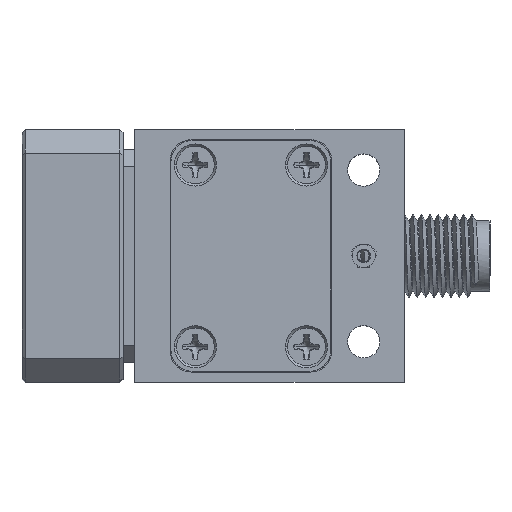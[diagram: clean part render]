
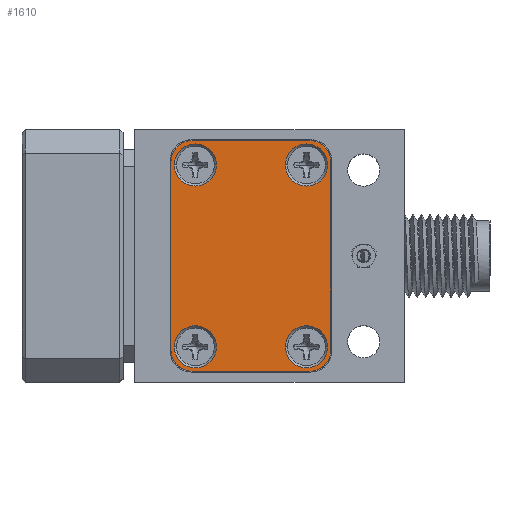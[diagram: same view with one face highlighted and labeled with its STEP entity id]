
A CAD part, top view. The second image highlights one B-rep face of the part: STEP entity #1610.
In plain terms, the highlighted planar face has unit normal (0, 0, 1).
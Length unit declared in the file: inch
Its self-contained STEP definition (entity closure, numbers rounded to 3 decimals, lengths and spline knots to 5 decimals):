
#93 = VECTOR ( 'NONE', #4211, 39.37008 ) ;
#400 = CIRCLE ( 'NONE', #5780, 0.0625 ) ;
#401 = DIRECTION ( 'NONE',  ( 1., 0., 0. ) ) ;
#424 = DIRECTION ( 'NONE',  ( 1., 0., 0. ) ) ;
#477 = ORIENTED_EDGE ( 'NONE', *, *, #8746, .F. ) ;
#534 = VERTEX_POINT ( 'NONE', #4887 ) ;
#598 = EDGE_CURVE ( 'NONE', #9260, #2101, #3330, .T. ) ;
#634 = EDGE_CURVE ( 'NONE', #1953, #1697, #6896, .T. ) ;
#644 = CARTESIAN_POINT ( 'NONE',  ( -1.08026, 0.67796, 0.338 ) ) ;
#651 = EDGE_LOOP ( 'NONE', ( #477, #8787 ) ) ;
#761 = DIRECTION ( 'NONE',  ( 1., 0., 0. ) ) ;
#796 = DIRECTION ( 'NONE',  ( 0., 1., 0. ) ) ;
#828 = CARTESIAN_POINT ( 'NONE',  ( -0.73026, 1.30046, 0.338 ) ) ;
#874 = CARTESIAN_POINT ( 'NONE',  ( -0.67776, 0.75046, 0.338 ) ) ;
#1005 = ORIENTED_EDGE ( 'NONE', *, *, #6043, .T. ) ;
#1006 = CIRCLE ( 'NONE', #5603, 0.0625 ) ;
#1013 = VERTEX_POINT ( 'NONE', #3540 ) ;
#1119 = CIRCLE ( 'NONE', #2303, 0.0625 ) ;
#1192 = FACE_BOUND ( 'NONE', #5972, .T. ) ;
#1229 = DIRECTION ( 'NONE',  ( 0., 0., 1. ) ) ;
#1379 = AXIS2_PLACEMENT_3D ( 'NONE', #2513, #4952, #4091 ) ;
#1385 = ORIENTED_EDGE ( 'NONE', *, *, #8211, .F. ) ;
#1422 = CARTESIAN_POINT ( 'NONE',  ( -1.00776, 1.29046, 0.338 ) ) ;
#1428 = AXIS2_PLACEMENT_3D ( 'NONE', #3283, #9775, #8205 ) ;
#1610 = ADVANCED_FACE ( 'NONE', ( #3313, #1949, #1192, #4695, #4326 ), #9848, .T. ) ;
#1656 = CARTESIAN_POINT ( 'NONE',  ( -0.74026, 0.75046, 0.338 ) ) ;
#1688 = DIRECTION ( 'NONE',  ( 1., 0., 0. ) ) ;
#1697 = VERTEX_POINT ( 'NONE', #7529 ) ;
#1925 = VERTEX_POINT ( 'NONE', #4973 ) ;
#1949 = FACE_BOUND ( 'NONE', #3165, .T. ) ;
#1953 = VERTEX_POINT ( 'NONE', #7330 ) ;
#2063 = ORIENTED_EDGE ( 'NONE', *, *, #6415, .T. ) ;
#2101 = VERTEX_POINT ( 'NONE', #4297 ) ;
#2225 = CARTESIAN_POINT ( 'NONE',  ( -0.74026, 1.29046, 0.338 ) ) ;
#2303 = AXIS2_PLACEMENT_3D ( 'NONE', #6550, #2428, #8128 ) ;
#2428 = DIRECTION ( 'NONE',  ( 0., 0., 1. ) ) ;
#2491 = CARTESIAN_POINT ( 'NONE',  ( -1.14276, 1.36296, 0.338 ) ) ;
#2513 = CARTESIAN_POINT ( 'NONE',  ( -1.08026, 0.74046, 0.338 ) ) ;
#2528 = CIRCLE ( 'NONE', #2850, 0.0625 ) ;
#2552 = EDGE_CURVE ( 'NONE', #5543, #5496, #400, .T. ) ;
#2622 = VERTEX_POINT ( 'NONE', #8947 ) ;
#2634 = EDGE_CURVE ( 'NONE', #5944, #534, #5084, .T. ) ;
#2641 = CIRCLE ( 'NONE', #6713, 0.0625 ) ;
#2643 = VECTOR ( 'NONE', #7119, 39.37008 ) ;
#2850 = AXIS2_PLACEMENT_3D ( 'NONE', #8110, #5000, #7364 ) ;
#2899 = DIRECTION ( 'NONE',  ( 1., 0., 0. ) ) ;
#2927 = VECTOR ( 'NONE', #3337, 39.37008 ) ;
#3165 = EDGE_LOOP ( 'NONE', ( #10074, #7142 ) ) ;
#3196 = DIRECTION ( 'NONE',  ( 0., 0., 1. ) ) ;
#3261 = DIRECTION ( 'NONE',  ( 0., 0., 1. ) ) ;
#3283 = CARTESIAN_POINT ( 'NONE',  ( -1.07026, 0.75046, 0.338 ) ) ;
#3313 = FACE_BOUND ( 'NONE', #9232, .T. ) ;
#3323 = CARTESIAN_POINT ( 'NONE',  ( -1.08026, 1.36296, 0.338 ) ) ;
#3330 = CIRCLE ( 'NONE', #7047, 0.0625 ) ;
#3337 = DIRECTION ( 'NONE',  ( 0., -1., 0. ) ) ;
#3540 = CARTESIAN_POINT ( 'NONE',  ( -1.13276, 1.29046, 0.338 ) ) ;
#3663 = CARTESIAN_POINT ( 'NONE',  ( -1.07026, 1.29046, 0.338 ) ) ;
#3665 = VERTEX_POINT ( 'NONE', #1422 ) ;
#3774 = CARTESIAN_POINT ( 'NONE',  ( -1.14276, 0.67796, 0.338 ) ) ;
#4060 = EDGE_CURVE ( 'NONE', #2622, #1953, #8880, .T. ) ;
#4091 = DIRECTION ( 'NONE',  ( 1., 0., 0. ) ) ;
#4186 = CARTESIAN_POINT ( 'NONE',  ( -0.80276, 0.75046, 0.338 ) ) ;
#4211 = DIRECTION ( 'NONE',  ( -1., 0., 0. ) ) ;
#4297 = CARTESIAN_POINT ( 'NONE',  ( -1.00776, 0.75046, 0.338 ) ) ;
#4319 = CARTESIAN_POINT ( 'NONE',  ( -0.74026, 0.75046, 0.338 ) ) ;
#4326 = FACE_OUTER_BOUND ( 'NONE', #8166, .T. ) ;
#4348 = ORIENTED_EDGE ( 'NONE', *, *, #6734, .T. ) ;
#4358 = VERTEX_POINT ( 'NONE', #10282 ) ;
#4548 = ORIENTED_EDGE ( 'NONE', *, *, #7601, .T. ) ;
#4577 = AXIS2_PLACEMENT_3D ( 'NONE', #3663, #9281, #424 ) ;
#4581 = VERTEX_POINT ( 'NONE', #3323 ) ;
#4651 = CIRCLE ( 'NONE', #4577, 0.0625 ) ;
#4695 = FACE_BOUND ( 'NONE', #651, .T. ) ;
#4715 = DIRECTION ( 'NONE',  ( 0., 0., 1. ) ) ;
#4798 = VECTOR ( 'NONE', #796, 39.37008 ) ;
#4887 = CARTESIAN_POINT ( 'NONE',  ( -1.14276, 0.74046, 0.338 ) ) ;
#4899 = DIRECTION ( 'NONE',  ( 0., 0., 1. ) ) ;
#4952 = DIRECTION ( 'NONE',  ( 0., 0., 1. ) ) ;
#4973 = CARTESIAN_POINT ( 'NONE',  ( -0.80276, 1.29046, 0.338 ) ) ;
#4974 = DIRECTION ( 'NONE',  ( 1., 0., 0. ) ) ;
#4997 = EDGE_CURVE ( 'NONE', #7533, #8031, #8371, .T. ) ;
#5000 = DIRECTION ( 'NONE',  ( 0., 0., 1. ) ) ;
#5072 = EDGE_CURVE ( 'NONE', #4358, #1925, #6313, .T. ) ;
#5084 = LINE ( 'NONE', #2491, #2927 ) ;
#5496 = VERTEX_POINT ( 'NONE', #874 ) ;
#5517 = LINE ( 'NONE', #8144, #93 ) ;
#5541 = DIRECTION ( 'NONE',  ( 1., 0., 0. ) ) ;
#5543 = VERTEX_POINT ( 'NONE', #4186 ) ;
#5603 = AXIS2_PLACEMENT_3D ( 'NONE', #7224, #4715, #5541 ) ;
#5666 = CIRCLE ( 'NONE', #1428, 0.0625 ) ;
#5780 = AXIS2_PLACEMENT_3D ( 'NONE', #1656, #8155, #8264 ) ;
#5821 = AXIS2_PLACEMENT_3D ( 'NONE', #9417, #6196, #2899 ) ;
#5837 = CIRCLE ( 'NONE', #1379, 0.0625 ) ;
#5889 = CARTESIAN_POINT ( 'NONE',  ( -0.73026, 0.67796, 0.338 ) ) ;
#5944 = VERTEX_POINT ( 'NONE', #9534 ) ;
#5972 = EDGE_LOOP ( 'NONE', ( #6024, #9196 ) ) ;
#6024 = ORIENTED_EDGE ( 'NONE', *, *, #8611, .F. ) ;
#6043 = EDGE_CURVE ( 'NONE', #1697, #4581, #5517, .T. ) ;
#6192 = ORIENTED_EDGE ( 'NONE', *, *, #2634, .T. ) ;
#6196 = DIRECTION ( 'NONE',  ( 0., 0., 1. ) ) ;
#6313 = CIRCLE ( 'NONE', #6645, 0.0625 ) ;
#6334 = ORIENTED_EDGE ( 'NONE', *, *, #9157, .F. ) ;
#6402 = ORIENTED_EDGE ( 'NONE', *, *, #4060, .T. ) ;
#6415 = EDGE_CURVE ( 'NONE', #4581, #5944, #1119, .T. ) ;
#6550 = CARTESIAN_POINT ( 'NONE',  ( -1.08026, 1.30046, 0.338 ) ) ;
#6645 = AXIS2_PLACEMENT_3D ( 'NONE', #2225, #10340, #7922 ) ;
#6713 = AXIS2_PLACEMENT_3D ( 'NONE', #4319, #1229, #401 ) ;
#6731 = AXIS2_PLACEMENT_3D ( 'NONE', #828, #3261, #1688 ) ;
#6734 = EDGE_CURVE ( 'NONE', #8031, #2622, #2528, .T. ) ;
#6896 = CIRCLE ( 'NONE', #6731, 0.0625 ) ;
#7047 = AXIS2_PLACEMENT_3D ( 'NONE', #7362, #3196, #761 ) ;
#7119 = DIRECTION ( 'NONE',  ( 1., 0., 0. ) ) ;
#7142 = ORIENTED_EDGE ( 'NONE', *, *, #8496, .F. ) ;
#7195 = CIRCLE ( 'NONE', #5821, 0.0625 ) ;
#7224 = CARTESIAN_POINT ( 'NONE',  ( -0.74026, 1.29046, 0.338 ) ) ;
#7256 = CARTESIAN_POINT ( 'NONE',  ( 0.41584, -0.08591, 0.338 ) ) ;
#7319 = CARTESIAN_POINT ( 'NONE',  ( -0.66776, 1.36296, 0.338 ) ) ;
#7330 = CARTESIAN_POINT ( 'NONE',  ( -0.66776, 1.30046, 0.338 ) ) ;
#7362 = CARTESIAN_POINT ( 'NONE',  ( -1.07026, 0.75046, 0.338 ) ) ;
#7364 = DIRECTION ( 'NONE',  ( 1., 0., 0. ) ) ;
#7521 = ORIENTED_EDGE ( 'NONE', *, *, #634, .T. ) ;
#7529 = CARTESIAN_POINT ( 'NONE',  ( -0.73026, 1.36296, 0.338 ) ) ;
#7533 = VERTEX_POINT ( 'NONE', #644 ) ;
#7601 = EDGE_CURVE ( 'NONE', #534, #7533, #5837, .T. ) ;
#7922 = DIRECTION ( 'NONE',  ( 1., 0., 0. ) ) ;
#7956 = ORIENTED_EDGE ( 'NONE', *, *, #4997, .T. ) ;
#8031 = VERTEX_POINT ( 'NONE', #5889 ) ;
#8110 = CARTESIAN_POINT ( 'NONE',  ( -0.73026, 0.74046, 0.338 ) ) ;
#8128 = DIRECTION ( 'NONE',  ( 1., 0., 0. ) ) ;
#8144 = CARTESIAN_POINT ( 'NONE',  ( -1.14276, 1.36296, 0.338 ) ) ;
#8155 = DIRECTION ( 'NONE',  ( 0., 0., 1. ) ) ;
#8166 = EDGE_LOOP ( 'NONE', ( #6192, #4548, #7956, #4348, #6402, #7521, #1005, #2063 ) ) ;
#8205 = DIRECTION ( 'NONE',  ( 1., 0., 0. ) ) ;
#8211 = EDGE_CURVE ( 'NONE', #3665, #1013, #4651, .T. ) ;
#8264 = DIRECTION ( 'NONE',  ( 1., 0., 0. ) ) ;
#8371 = LINE ( 'NONE', #3774, #2643 ) ;
#8496 = EDGE_CURVE ( 'NONE', #1925, #4358, #1006, .T. ) ;
#8611 = EDGE_CURVE ( 'NONE', #5496, #5543, #2641, .T. ) ;
#8746 = EDGE_CURVE ( 'NONE', #2101, #9260, #5666, .T. ) ;
#8787 = ORIENTED_EDGE ( 'NONE', *, *, #598, .F. ) ;
#8880 = LINE ( 'NONE', #7319, #4798 ) ;
#8947 = CARTESIAN_POINT ( 'NONE',  ( -0.66776, 0.74046, 0.338 ) ) ;
#9110 = AXIS2_PLACEMENT_3D ( 'NONE', #7256, #4899, #4974 ) ;
#9157 = EDGE_CURVE ( 'NONE', #1013, #3665, #7195, .T. ) ;
#9196 = ORIENTED_EDGE ( 'NONE', *, *, #2552, .F. ) ;
#9232 = EDGE_LOOP ( 'NONE', ( #1385, #6334 ) ) ;
#9260 = VERTEX_POINT ( 'NONE', #9580 ) ;
#9281 = DIRECTION ( 'NONE',  ( 0., 0., 1. ) ) ;
#9417 = CARTESIAN_POINT ( 'NONE',  ( -1.07026, 1.29046, 0.338 ) ) ;
#9534 = CARTESIAN_POINT ( 'NONE',  ( -1.14276, 1.30046, 0.338 ) ) ;
#9580 = CARTESIAN_POINT ( 'NONE',  ( -1.13276, 0.75046, 0.338 ) ) ;
#9775 = DIRECTION ( 'NONE',  ( 0., 0., 1. ) ) ;
#9848 = PLANE ( 'NONE',  #9110 ) ;
#10074 = ORIENTED_EDGE ( 'NONE', *, *, #5072, .F. ) ;
#10282 = CARTESIAN_POINT ( 'NONE',  ( -0.67776, 1.29046, 0.338 ) ) ;
#10340 = DIRECTION ( 'NONE',  ( 0., 0., 1. ) ) ;
